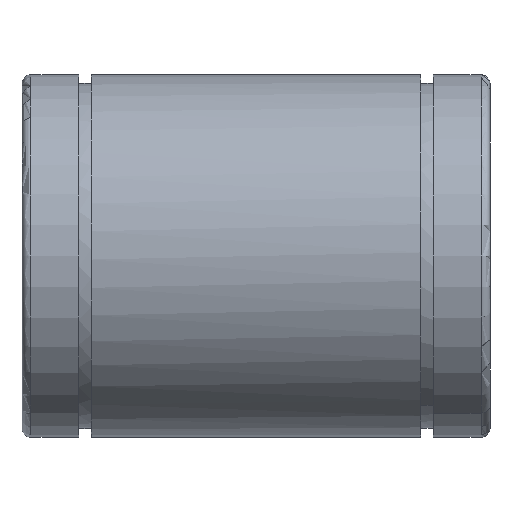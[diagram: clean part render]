
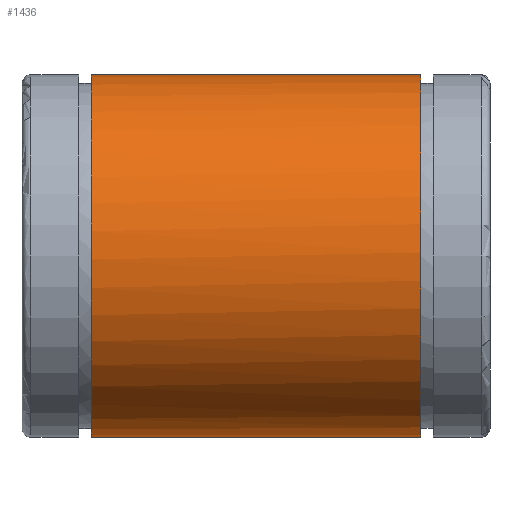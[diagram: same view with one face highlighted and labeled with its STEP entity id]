
A CAD part, front view. The second image highlights one B-rep face of the part: STEP entity #1436.
In plain terms, the highlighted cylindrical face has radius 31 mm (diameter 62 mm), a partial arc.
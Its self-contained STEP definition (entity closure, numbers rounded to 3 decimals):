
#1428=AXIS2_PLACEMENT_3D('Cylinder Axis2P3D',#1425,#1426,#1427) ;
#1280=CARTESIAN_POINT('Vertex',(68.15,0.,-31.)) ;
#1293=CARTESIAN_POINT('Vertex',(68.15,0.,31.)) ;
#1297=CARTESIAN_POINT('Control Point',(68.15,0.,-31.)) ;
#1298=CARTESIAN_POINT('Control Point',(68.15,-3.,-31.)) ;
#1299=CARTESIAN_POINT('Control Point',(68.15,-6.001,-30.637)) ;
#1300=CARTESIAN_POINT('Control Point',(68.15,-8.943,-29.911)) ;
#1301=CARTESIAN_POINT('Control Point',(68.15,-14.592,-27.762)) ;
#1302=CARTESIAN_POINT('Control Point',(68.15,-19.566,-24.327)) ;
#1303=CARTESIAN_POINT('Control Point',(68.15,-21.832,-22.316)) ;
#1304=CARTESIAN_POINT('Control Point',(68.15,-25.833,-17.785)) ;
#1305=CARTESIAN_POINT('Control Point',(68.15,-28.638,-12.43)) ;
#1306=CARTESIAN_POINT('Control Point',(68.15,-29.708,-9.595)) ;
#1307=CARTESIAN_POINT('Control Point',(68.15,-31.141,-3.723)) ;
#1308=CARTESIAN_POINT('Control Point',(68.15,-31.133,2.321)) ;
#1309=CARTESIAN_POINT('Control Point',(68.15,-30.761,5.329)) ;
#1310=CARTESIAN_POINT('Control Point',(68.15,-29.298,11.193)) ;
#1311=CARTESIAN_POINT('Control Point',(68.15,-26.478,16.54)) ;
#1312=CARTESIAN_POINT('Control Point',(68.15,-24.749,19.029)) ;
#1313=CARTESIAN_POINT('Control Point',(68.15,-20.725,23.539)) ;
#1314=CARTESIAN_POINT('Control Point',(68.15,-15.742,26.96)) ;
#1315=CARTESIAN_POINT('Control Point',(68.15,-13.054,28.359)) ;
#1316=CARTESIAN_POINT('Control Point',(68.15,-8.832,29.94)) ;
#1317=CARTESIAN_POINT('Control Point',(68.15,-4.419,30.737)) ;
#1318=CARTESIAN_POINT('Control Point',(68.15,-2.951,30.912)) ;
#1319=CARTESIAN_POINT('Control Point',(68.15,-1.475,31.)) ;
#1320=CARTESIAN_POINT('Control Point',(68.15,0.,31.)) ;
#1362=CARTESIAN_POINT('Vertex',(11.85,0.,-31.)) ;
#1364=CARTESIAN_POINT('Vertex',(11.85,0.,31.)) ;
#1368=CARTESIAN_POINT('Control Point',(11.85,0.,31.)) ;
#1369=CARTESIAN_POINT('Control Point',(11.85,-3.,31.)) ;
#1370=CARTESIAN_POINT('Control Point',(11.85,-6.001,30.637)) ;
#1371=CARTESIAN_POINT('Control Point',(11.85,-8.943,29.911)) ;
#1372=CARTESIAN_POINT('Control Point',(11.85,-14.592,27.762)) ;
#1373=CARTESIAN_POINT('Control Point',(11.85,-19.566,24.327)) ;
#1374=CARTESIAN_POINT('Control Point',(11.85,-21.832,22.316)) ;
#1375=CARTESIAN_POINT('Control Point',(11.85,-25.833,17.785)) ;
#1376=CARTESIAN_POINT('Control Point',(11.85,-28.638,12.43)) ;
#1377=CARTESIAN_POINT('Control Point',(11.85,-29.708,9.595)) ;
#1378=CARTESIAN_POINT('Control Point',(11.85,-31.141,3.723)) ;
#1379=CARTESIAN_POINT('Control Point',(11.85,-31.133,-2.321)) ;
#1380=CARTESIAN_POINT('Control Point',(11.85,-30.761,-5.329)) ;
#1381=CARTESIAN_POINT('Control Point',(11.85,-29.298,-11.193)) ;
#1382=CARTESIAN_POINT('Control Point',(11.85,-26.478,-16.54)) ;
#1383=CARTESIAN_POINT('Control Point',(11.85,-24.749,-19.029)) ;
#1384=CARTESIAN_POINT('Control Point',(11.85,-20.725,-23.539)) ;
#1385=CARTESIAN_POINT('Control Point',(11.85,-15.742,-26.96)) ;
#1386=CARTESIAN_POINT('Control Point',(11.85,-13.054,-28.359)) ;
#1387=CARTESIAN_POINT('Control Point',(11.85,-8.832,-29.94)) ;
#1388=CARTESIAN_POINT('Control Point',(11.85,-4.419,-30.737)) ;
#1389=CARTESIAN_POINT('Control Point',(11.85,-2.951,-30.912)) ;
#1390=CARTESIAN_POINT('Control Point',(11.85,-1.475,-31.)) ;
#1391=CARTESIAN_POINT('Control Point',(11.85,0.,-31.)) ;
#1407=CARTESIAN_POINT('Line Origine',(40.,0.,-31.)) ;
#1412=CARTESIAN_POINT('Line Origine',(40.,0.,31.)) ;
#1425=CARTESIAN_POINT('Axis2P3D Location',(40.,0.,0.)) ;
#1408=DIRECTION('Vector Direction',(1.,0.,0.)) ;
#1413=DIRECTION('Vector Direction',(1.,0.,0.)) ;
#1426=DIRECTION('Axis2P3D Direction',(1.,0.,0.)) ;
#1427=DIRECTION('Axis2P3D XDirection',(0.,0.,1.)) ;
#1409=VECTOR('Line Direction',#1408,1.) ;
#1414=VECTOR('Line Direction',#1413,1.) ;
#1431=ORIENTED_EDGE('',*,*,#1411,.T.) ;
#1432=ORIENTED_EDGE('',*,*,#1321,.T.) ;
#1433=ORIENTED_EDGE('',*,*,#1416,.T.) ;
#1434=ORIENTED_EDGE('',*,*,#1392,.T.) ;
#1436=ADVANCED_FACE('',(#1435),#1429,.T.) ;
#1296=B_SPLINE_CURVE_WITH_KNOTS('',5,(#1297,#1298,#1299,#1300,#1301,#1302,#1303,#1304,#1305,#1306,#1307,#1308,#1309,#1310,#1311,#1312,#1313,#1314,#1315,#1316,#1317,#1318,#1319,#1320),.UNSPECIFIED.,.F.,.U.,(6,3,3,3,3,3,3,6),(0.,21.216,42.432,63.647,84.863,106.079,127.295,137.728),.UNSPECIFIED.) ;
#1367=B_SPLINE_CURVE_WITH_KNOTS('',5,(#1368,#1369,#1370,#1371,#1372,#1373,#1374,#1375,#1376,#1377,#1378,#1379,#1380,#1381,#1382,#1383,#1384,#1385,#1386,#1387,#1388,#1389,#1390,#1391),.UNSPECIFIED.,.F.,.U.,(6,3,3,3,3,3,3,6),(0.,21.216,42.432,63.647,84.863,106.079,127.295,137.728),.UNSPECIFIED.) ;
#1429=CYLINDRICAL_SURFACE('generated cylinder',#1428,31.) ;
#1321=EDGE_CURVE('',#1281,#1294,#1296,.T.) ;
#1392=EDGE_CURVE('',#1365,#1363,#1367,.T.) ;
#1411=EDGE_CURVE('',#1363,#1281,#1410,.T.) ;
#1416=EDGE_CURVE('',#1294,#1365,#1415,.F.) ;
#1430=EDGE_LOOP('',(#1431,#1432,#1433,#1434)) ;
#1435=FACE_OUTER_BOUND('',#1430,.T.) ;
#1410=LINE('Line',#1407,#1409) ;
#1415=LINE('Line',#1412,#1414) ;
#1281=VERTEX_POINT('',#1280) ;
#1294=VERTEX_POINT('',#1293) ;
#1363=VERTEX_POINT('',#1362) ;
#1365=VERTEX_POINT('',#1364) ;
